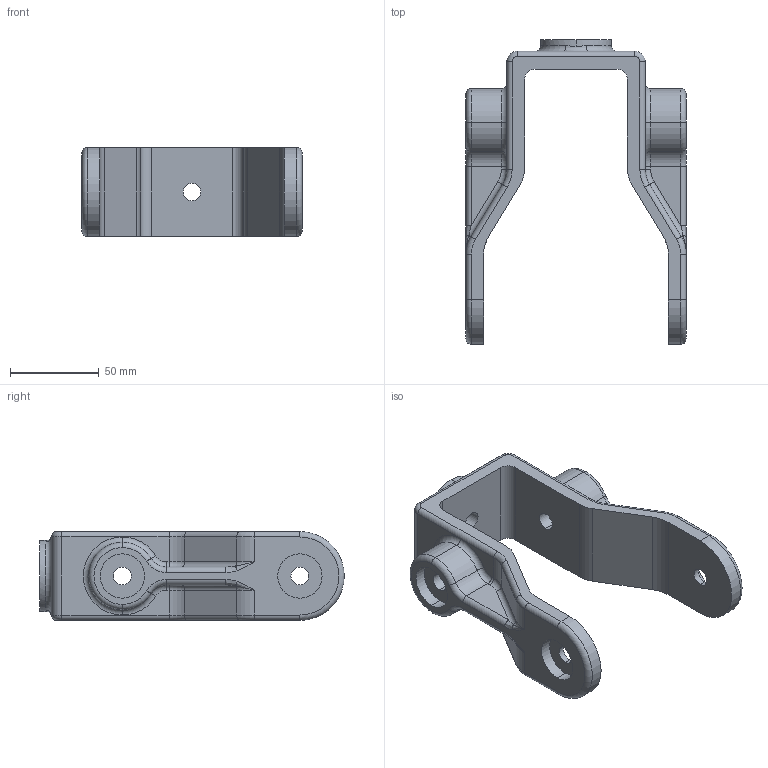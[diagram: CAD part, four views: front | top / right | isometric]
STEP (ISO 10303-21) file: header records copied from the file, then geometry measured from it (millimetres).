
FILE_DESCRIPTION (( 'STEP AP203' ), '1' );
FILE_NAME ('1.STEP', '2023-05-02T11:02:05', ( '' ), ( '' ), 'SwSTEP 2.0', 'SolidWorks 2019', '' );
FILE_SCHEMA (( 'CONFIG_CONTROL_DESIGN' ));
Length unit declared in the file: millimetre
Products named in the file (1): 1
Bounding box: 124 x 171.5 x 50 mm (x, y, z)
Volume: 241160.2 mm3; surface area: 56823.1 mm2
Topology: 1 solids, 1 shells, 163 faces, 384 edges, 224 vertices
Faces by surface type: cylinder 76, torus 44, plane 33, bspline 10
Entity records: 5035 total; most frequent: CARTESIAN_POINT 1152, DIRECTION 882, ORIENTED_EDGE 760, EDGE_CURVE 380, AXIS2_PLACEMENT_3D 370, VERTEX_POINT 224, CIRCLE 216, EDGE_LOOP 178
